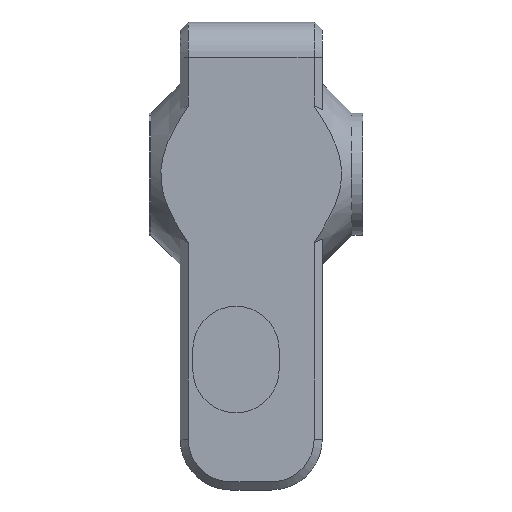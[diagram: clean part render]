
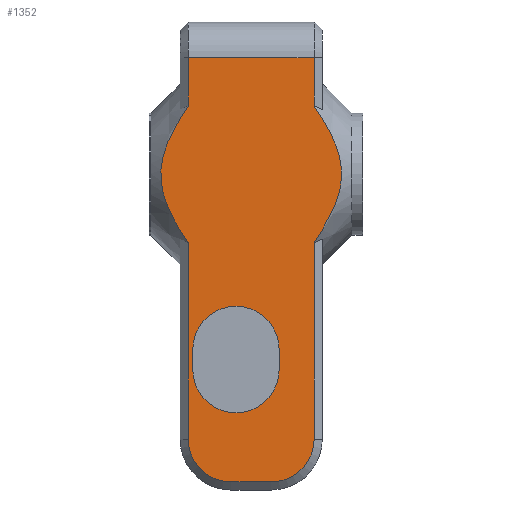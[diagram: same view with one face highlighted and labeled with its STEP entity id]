
A CAD part, front view. The second image highlights one B-rep face of the part: STEP entity #1352.
In plain terms, the highlighted planar face has unit normal (0, -1, 0).
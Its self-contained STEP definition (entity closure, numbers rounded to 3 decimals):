
#17=FACE_BOUND('',#211,.T.);
#35=(
BOUNDED_CURVE()
B_SPLINE_CURVE(2,(#2271,#2272,#2273),.UNSPECIFIED.,.F.,.F.)
B_SPLINE_CURVE_WITH_KNOTS((3,3),(-0.631,-0.489),
 .UNSPECIFIED.)
CURVE()
GEOMETRIC_REPRESENTATION_ITEM()
RATIONAL_B_SPLINE_CURVE((1.365,1.335,1.299))
REPRESENTATION_ITEM('')
);
#36=(
BOUNDED_CURVE()
B_SPLINE_CURVE(2,(#2275,#2276,#2277),.UNSPECIFIED.,.F.,.F.)
B_SPLINE_CURVE_WITH_KNOTS((3,3),(0.631,2.378),
 .UNSPECIFIED.)
CURVE()
GEOMETRIC_REPRESENTATION_ITEM()
RATIONAL_B_SPLINE_CURVE((1.365,1.735,1.365))
REPRESENTATION_ITEM('')
);
#37=(
BOUNDED_CURVE()
B_SPLINE_CURVE(2,(#2278,#2279,#2280),.UNSPECIFIED.,.F.,.F.)
B_SPLINE_CURVE_WITH_KNOTS((3,3),(-2.52,-2.378),
 .UNSPECIFIED.)
CURVE()
GEOMETRIC_REPRESENTATION_ITEM()
RATIONAL_B_SPLINE_CURVE((1.299,1.335,1.365))
REPRESENTATION_ITEM('')
);
#38=(
BOUNDED_CURVE()
B_SPLINE_CURVE(2,(#2282,#2283,#2284),.UNSPECIFIED.,.F.,.F.)
B_SPLINE_CURVE_WITH_KNOTS((3,3),(-0.631,-0.489),
 .UNSPECIFIED.)
CURVE()
GEOMETRIC_REPRESENTATION_ITEM()
RATIONAL_B_SPLINE_CURVE((1.365,1.335,1.299))
REPRESENTATION_ITEM('')
);
#39=(
BOUNDED_CURVE()
B_SPLINE_CURVE(2,(#2286,#2287,#2288),.UNSPECIFIED.,.F.,.F.)
B_SPLINE_CURVE_WITH_KNOTS((3,3),(0.631,2.378),
 .UNSPECIFIED.)
CURVE()
GEOMETRIC_REPRESENTATION_ITEM()
RATIONAL_B_SPLINE_CURVE((1.365,1.735,1.365))
REPRESENTATION_ITEM('')
);
#40=(
BOUNDED_CURVE()
B_SPLINE_CURVE(2,(#2289,#2290,#2291),.UNSPECIFIED.,.F.,.F.)
B_SPLINE_CURVE_WITH_KNOTS((3,3),(-2.52,-2.378),
 .UNSPECIFIED.)
CURVE()
GEOMETRIC_REPRESENTATION_ITEM()
RATIONAL_B_SPLINE_CURVE((1.299,1.335,1.365))
REPRESENTATION_ITEM('')
);
#71=PLANE('',#1498);
#134=FACE_OUTER_BOUND('',#210,.T.);
#210=EDGE_LOOP('',(#1123,#1124,#1125,#1126,#1127,#1128,#1129,#1130,#1131,
#1132,#1133,#1134,#1135,#1136));
#211=EDGE_LOOP('',(#1137,#1138,#1139,#1140));
#312=LINE('',#2198,#428);
#321=LINE('',#2238,#437);
#322=LINE('',#2249,#438);
#326=LINE('',#2258,#442);
#328=LINE('',#2268,#444);
#329=LINE('',#2292,#445);
#330=LINE('',#2297,#446);
#331=LINE('',#2300,#447);
#428=VECTOR('',#1784,10.);
#437=VECTOR('',#1817,10.);
#438=VECTOR('',#1826,10.);
#442=VECTOR('',#1836,10.);
#444=VECTOR('',#1844,10.);
#445=VECTOR('',#1847,10.);
#446=VECTOR('',#1850,10.);
#447=VECTOR('',#1853,10.);
#523=CIRCLE('',#1493,4.2);
#524=CIRCLE('',#1496,4.2);
#525=CIRCLE('',#1499,4.25);
#526=CIRCLE('',#1500,4.25);
#623=VERTEX_POINT('',#2192);
#625=VERTEX_POINT('',#2197);
#633=VERTEX_POINT('',#2227);
#635=VERTEX_POINT('',#2233);
#637=VERTEX_POINT('',#2244);
#638=VERTEX_POINT('',#2248);
#639=VERTEX_POINT('',#2252);
#640=VERTEX_POINT('',#2256);
#641=VERTEX_POINT('',#2260);
#642=VERTEX_POINT('',#2264);
#643=VERTEX_POINT('',#2270);
#644=VERTEX_POINT('',#2274);
#645=VERTEX_POINT('',#2281);
#646=VERTEX_POINT('',#2285);
#647=VERTEX_POINT('',#2293);
#648=VERTEX_POINT('',#2294);
#649=VERTEX_POINT('',#2296);
#650=VERTEX_POINT('',#2298);
#795=EDGE_CURVE('',#625,#623,#312,.T.);
#813=EDGE_CURVE('',#635,#633,#321,.T.);
#817=EDGE_CURVE('',#638,#637,#322,.T.);
#819=EDGE_CURVE('',#639,#638,#523,.T.);
#822=EDGE_CURVE('',#640,#639,#326,.T.);
#823=EDGE_CURVE('',#641,#640,#524,.T.);
#826=EDGE_CURVE('',#642,#641,#328,.T.);
#827=EDGE_CURVE('',#643,#623,#35,.T.);
#828=EDGE_CURVE('',#644,#643,#36,.F.);
#829=EDGE_CURVE('',#642,#644,#37,.T.);
#830=EDGE_CURVE('',#645,#637,#38,.T.);
#831=EDGE_CURVE('',#646,#645,#39,.F.);
#832=EDGE_CURVE('',#635,#646,#40,.T.);
#833=EDGE_CURVE('',#633,#625,#329,.T.);
#834=EDGE_CURVE('',#647,#648,#525,.T.);
#835=EDGE_CURVE('',#649,#647,#330,.T.);
#836=EDGE_CURVE('',#650,#649,#526,.T.);
#837=EDGE_CURVE('',#648,#650,#331,.T.);
#1123=ORIENTED_EDGE('',*,*,#795,.T.);
#1124=ORIENTED_EDGE('',*,*,#827,.F.);
#1125=ORIENTED_EDGE('',*,*,#828,.F.);
#1126=ORIENTED_EDGE('',*,*,#829,.F.);
#1127=ORIENTED_EDGE('',*,*,#826,.T.);
#1128=ORIENTED_EDGE('',*,*,#823,.T.);
#1129=ORIENTED_EDGE('',*,*,#822,.T.);
#1130=ORIENTED_EDGE('',*,*,#819,.T.);
#1131=ORIENTED_EDGE('',*,*,#817,.T.);
#1132=ORIENTED_EDGE('',*,*,#830,.F.);
#1133=ORIENTED_EDGE('',*,*,#831,.F.);
#1134=ORIENTED_EDGE('',*,*,#832,.F.);
#1135=ORIENTED_EDGE('',*,*,#813,.T.);
#1136=ORIENTED_EDGE('',*,*,#833,.T.);
#1137=ORIENTED_EDGE('',*,*,#834,.F.);
#1138=ORIENTED_EDGE('',*,*,#835,.F.);
#1139=ORIENTED_EDGE('',*,*,#836,.F.);
#1140=ORIENTED_EDGE('',*,*,#837,.F.);
#1352=ADVANCED_FACE('',(#134,#17),#71,.F.);
#1493=AXIS2_PLACEMENT_3D('',#2253,#1830,#1831);
#1496=AXIS2_PLACEMENT_3D('',#2261,#1839,#1840);
#1498=AXIS2_PLACEMENT_3D('',#2269,#1845,#1846);
#1499=AXIS2_PLACEMENT_3D('',#2295,#1848,#1849);
#1500=AXIS2_PLACEMENT_3D('',#2299,#1851,#1852);
#1784=DIRECTION('',(0.,0.,-1.));
#1817=DIRECTION('',(0.,0.,1.));
#1826=DIRECTION('',(0.,0.,1.));
#1830=DIRECTION('center_axis',(0.,-1.,0.));
#1831=DIRECTION('ref_axis',(0.707,0.,-0.707));
#1836=DIRECTION('',(1.,0.,0.));
#1839=DIRECTION('center_axis',(0.,-1.,0.));
#1840=DIRECTION('ref_axis',(-0.707,0.,-0.707));
#1844=DIRECTION('',(0.,0.,-1.));
#1845=DIRECTION('center_axis',(0.,1.,0.));
#1846=DIRECTION('ref_axis',(0.,0.,-1.));
#1847=DIRECTION('',(-1.,0.,0.));
#1848=DIRECTION('center_axis',(0.,-1.,0.));
#1849=DIRECTION('ref_axis',(1.,0.,0.));
#1850=DIRECTION('',(0.,0.,-1.));
#1851=DIRECTION('center_axis',(0.,-1.,0.));
#1852=DIRECTION('ref_axis',(-1.,0.,0.));
#1853=DIRECTION('',(0.,0.,1.));
#2192=CARTESIAN_POINT('',(-23.775,-15.5,6.715));
#2197=CARTESIAN_POINT('',(-23.775,-15.5,11.5));
#2198=CARTESIAN_POINT('',(-23.775,-15.5,1.725));
#2227=CARTESIAN_POINT('',(-11.375,-15.5,11.5));
#2233=CARTESIAN_POINT('',(-11.375,-15.5,6.715));
#2238=CARTESIAN_POINT('',(-11.375,-15.5,1.725));
#2244=CARTESIAN_POINT('',(-11.375,-15.5,-6.715));
#2248=CARTESIAN_POINT('',(-11.375,-15.5,-26.1));
#2249=CARTESIAN_POINT('',(-11.375,-15.5,1.725));
#2252=CARTESIAN_POINT('',(-15.575,-15.5,-30.3));
#2253=CARTESIAN_POINT('Origin',(-15.575,-15.5,-26.1));
#2256=CARTESIAN_POINT('',(-19.575,-15.5,-30.3));
#2258=CARTESIAN_POINT('',(-10.575,-15.5,-30.3));
#2260=CARTESIAN_POINT('',(-23.775,-15.5,-26.1));
#2261=CARTESIAN_POINT('Origin',(-19.575,-15.5,-26.1));
#2264=CARTESIAN_POINT('',(-23.775,-15.5,-6.715));
#2268=CARTESIAN_POINT('',(-23.775,-15.5,1.725));
#2269=CARTESIAN_POINT('Origin',(-10.575,-15.5,11.5));
#2270=CARTESIAN_POINT('',(-24.575,-15.5,5.496));
#2271=CARTESIAN_POINT('Ctrl Pts',(-24.575,-15.5,5.496));
#2272=CARTESIAN_POINT('Ctrl Pts',(-24.215,-15.5,6.079));
#2273=CARTESIAN_POINT('Ctrl Pts',(-23.775,-15.5,6.715));
#2274=CARTESIAN_POINT('',(-24.575,-15.5,-5.496));
#2275=CARTESIAN_POINT('Ctrl Pts',(-24.575,-15.5,5.496));
#2276=CARTESIAN_POINT('Ctrl Pts',(-27.969,-15.5,0.));
#2277=CARTESIAN_POINT('Ctrl Pts',(-24.575,-15.5,-5.496));
#2278=CARTESIAN_POINT('Ctrl Pts',(-23.775,-15.5,-6.715));
#2279=CARTESIAN_POINT('Ctrl Pts',(-24.215,-15.5,-6.079));
#2280=CARTESIAN_POINT('Ctrl Pts',(-24.575,-15.5,-5.496));
#2281=CARTESIAN_POINT('',(-10.575,-15.5,-5.496));
#2282=CARTESIAN_POINT('Ctrl Pts',(-10.575,-15.5,-5.496));
#2283=CARTESIAN_POINT('Ctrl Pts',(-10.935,-15.5,-6.079));
#2284=CARTESIAN_POINT('Ctrl Pts',(-11.375,-15.5,-6.715));
#2285=CARTESIAN_POINT('',(-10.575,-15.5,5.496));
#2286=CARTESIAN_POINT('Ctrl Pts',(-10.575,-15.5,-5.496));
#2287=CARTESIAN_POINT('Ctrl Pts',(-7.181,-15.5,0.));
#2288=CARTESIAN_POINT('Ctrl Pts',(-10.575,-15.5,5.496));
#2289=CARTESIAN_POINT('Ctrl Pts',(-11.375,-15.5,6.715));
#2290=CARTESIAN_POINT('Ctrl Pts',(-10.935,-15.5,6.079));
#2291=CARTESIAN_POINT('Ctrl Pts',(-10.575,-15.5,5.496));
#2292=CARTESIAN_POINT('',(-10.575,-15.5,11.5));
#2293=CARTESIAN_POINT('',(-23.325,-15.5,-19.25));
#2294=CARTESIAN_POINT('',(-14.825,-15.5,-19.25));
#2295=CARTESIAN_POINT('Origin',(-19.075,-15.5,-19.25));
#2296=CARTESIAN_POINT('',(-23.325,-15.5,-17.25));
#2297=CARTESIAN_POINT('',(-23.325,-15.5,-2.875));
#2298=CARTESIAN_POINT('',(-14.825,-15.5,-17.25));
#2299=CARTESIAN_POINT('Origin',(-19.075,-15.5,-17.25));
#2300=CARTESIAN_POINT('',(-14.825,-15.5,-3.875));
